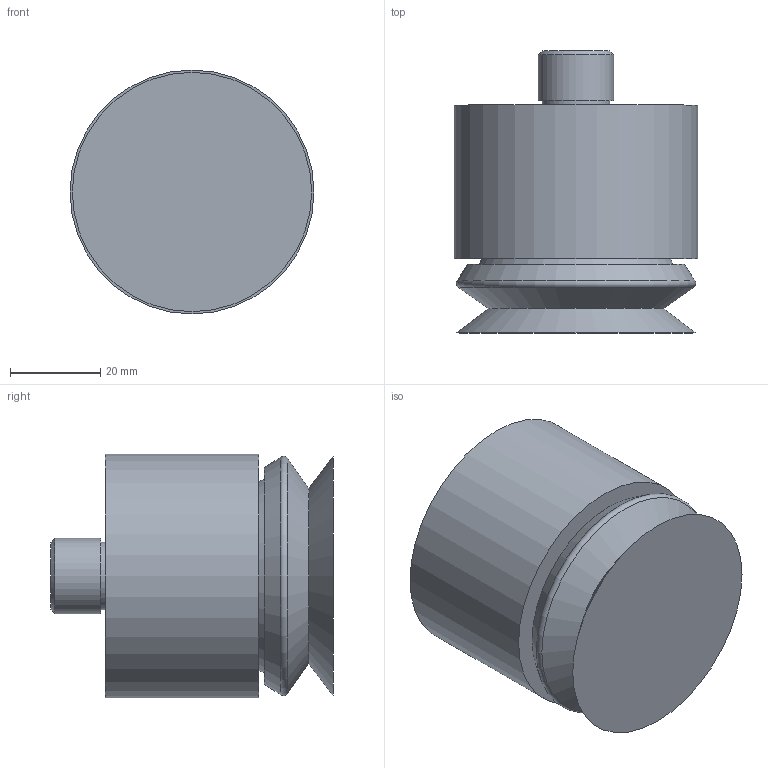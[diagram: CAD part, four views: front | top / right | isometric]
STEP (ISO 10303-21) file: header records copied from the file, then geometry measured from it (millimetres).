
FILE_DESCRIPTION(/* description */ (''),/* implementation_level */ '2;1');
FILE_NAME(/* name */ '3D_vfsc55sb+rac23r3-8mlg41.stp',/* time_stamp */ '2020-03-31T08:50:15+02:00',/* author */ ('lmacia'),/* organization */ (''),/* preprocessor_version */ 'ST-DEVELOPER v17',/* originating_system */ 'Autodesk Inventor 2019',/* authorisation */ '');
FILE_SCHEMA (('AUTOMOTIVE_DESIGN { 1 0 10303 214 3 1 1 }'));
Length unit declared in the file: millimetre
Products named in the file (1): 3D_vfsc55+rac23r3-8mlg41
Bounding box: 54 x 62.45 x 54 mm (x, y, z)
Volume: 108268.8 mm3; surface area: 16200.3 mm2
Topology: 1 solids, 1 shells, 17 faces, 44 edges, 34 vertices
Faces by surface type: plane 7, cone 5, cylinder 4, torus 1
Full cylindrical faces by diameter (mm): 11 x1, 14.95 x1, 16.662 x1, 54 x1
Entity records: 635 total; most frequent: DIRECTION 115, CARTESIAN_POINT 96, ORIENTED_EDGE 88, AXIS2_PLACEMENT_3D 53, EDGE_CURVE 44, CIRCLE 35, VERTEX_POINT 34, EDGE_LOOP 22
